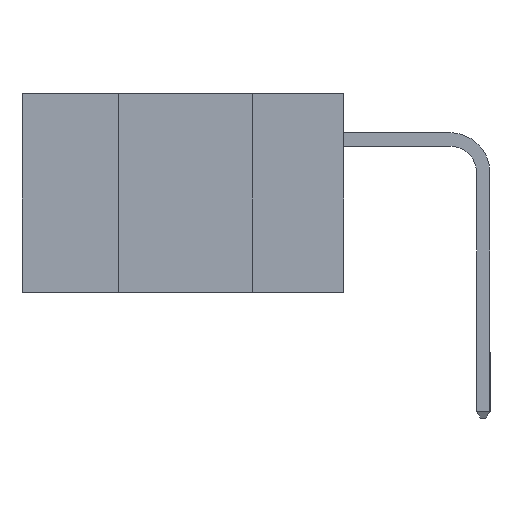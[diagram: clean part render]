
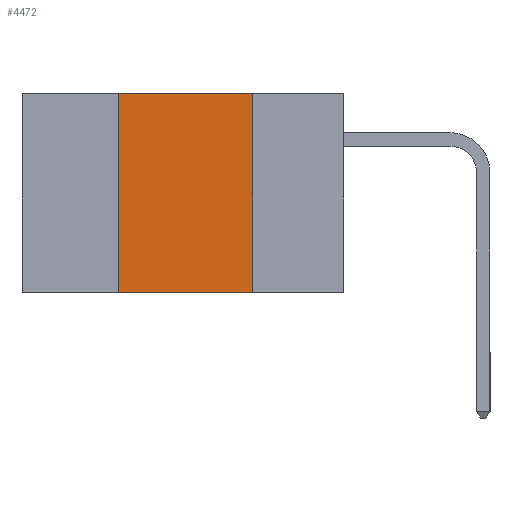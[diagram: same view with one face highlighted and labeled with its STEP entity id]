
A CAD part, left-side view. The second image highlights one B-rep face of the part: STEP entity #4472.
In plain terms, the highlighted planar face has unit normal (-1, 0, 0).
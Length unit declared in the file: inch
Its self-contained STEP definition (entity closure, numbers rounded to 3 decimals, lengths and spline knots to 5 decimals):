
#432 = VERTEX_POINT ( 'NONE', #4516 ) ;
#1251 = DIRECTION ( 'NONE',  ( 0., 0., 1. ) ) ;
#1995 = VERTEX_POINT ( 'NONE', #4279 ) ;
#2338 = LINE ( 'NONE', #6582, #8068 ) ;
#2555 = EDGE_LOOP ( 'NONE', ( #6838, #6027, #8601, #8914 ) ) ;
#3170 = PLANE ( 'NONE',  #10763 ) ;
#3183 = EDGE_CURVE ( 'NONE', #432, #7808, #2338, .T. ) ;
#3838 = FACE_OUTER_BOUND ( 'NONE', #2555, .T. ) ;
#4169 = VECTOR ( 'NONE', #9406, 39.37008 ) ;
#4279 = CARTESIAN_POINT ( 'NONE',  ( 0., 0.17, -0.37 ) ) ;
#4433 = CARTESIAN_POINT ( 'NONE',  ( 0., 0.17, -0.37 ) ) ;
#4472 = ADVANCED_FACE ( 'NONE', ( #3838 ), #3170, .F. ) ;
#4516 = CARTESIAN_POINT ( 'NONE',  ( 0., 0.42, -0.37 ) ) ;
#5287 = LINE ( 'NONE', #7447, #4169 ) ;
#5412 = VECTOR ( 'NONE', #8560, 39.37008 ) ;
#5913 = VERTEX_POINT ( 'NONE', #12612 ) ;
#6027 = ORIENTED_EDGE ( 'NONE', *, *, #12708, .F. ) ;
#6582 = CARTESIAN_POINT ( 'NONE',  ( 0., 0.42, -0.37 ) ) ;
#6838 = ORIENTED_EDGE ( 'NONE', *, *, #10168, .F. ) ;
#6951 = DIRECTION ( 'NONE',  ( 1., 0., 0. ) ) ;
#7109 = VECTOR ( 'NONE', #8074, 39.37008 ) ;
#7269 = DIRECTION ( 'NONE',  ( 0., 0., -1. ) ) ;
#7447 = CARTESIAN_POINT ( 'NONE',  ( 0., 0.6, 0. ) ) ;
#7480 = LINE ( 'NONE', #4433, #5412 ) ;
#7527 = EDGE_CURVE ( 'NONE', #432, #1995, #11721, .T. ) ;
#7808 = VERTEX_POINT ( 'NONE', #9455 ) ;
#8068 = VECTOR ( 'NONE', #1251, 39.37008 ) ;
#8074 = DIRECTION ( 'NONE',  ( 0., -1., 0. ) ) ;
#8560 = DIRECTION ( 'NONE',  ( 0., 0., -1. ) ) ;
#8601 = ORIENTED_EDGE ( 'NONE', *, *, #3183, .F. ) ;
#8914 = ORIENTED_EDGE ( 'NONE', *, *, #7527, .T. ) ;
#9406 = DIRECTION ( 'NONE',  ( 0., -1., 0. ) ) ;
#9455 = CARTESIAN_POINT ( 'NONE',  ( 0., 0.42, 0. ) ) ;
#10168 = EDGE_CURVE ( 'NONE', #5913, #1995, #7480, .T. ) ;
#10763 = AXIS2_PLACEMENT_3D ( 'NONE', #12458, #6951, #7269 ) ;
#11721 = LINE ( 'NONE', #12706, #7109 ) ;
#12458 = CARTESIAN_POINT ( 'NONE',  ( 0., 0.6, 0. ) ) ;
#12612 = CARTESIAN_POINT ( 'NONE',  ( 0., 0.17, 0. ) ) ;
#12706 = CARTESIAN_POINT ( 'NONE',  ( 0., 0.6, -0.37 ) ) ;
#12708 = EDGE_CURVE ( 'NONE', #7808, #5913, #5287, .T. ) ;
